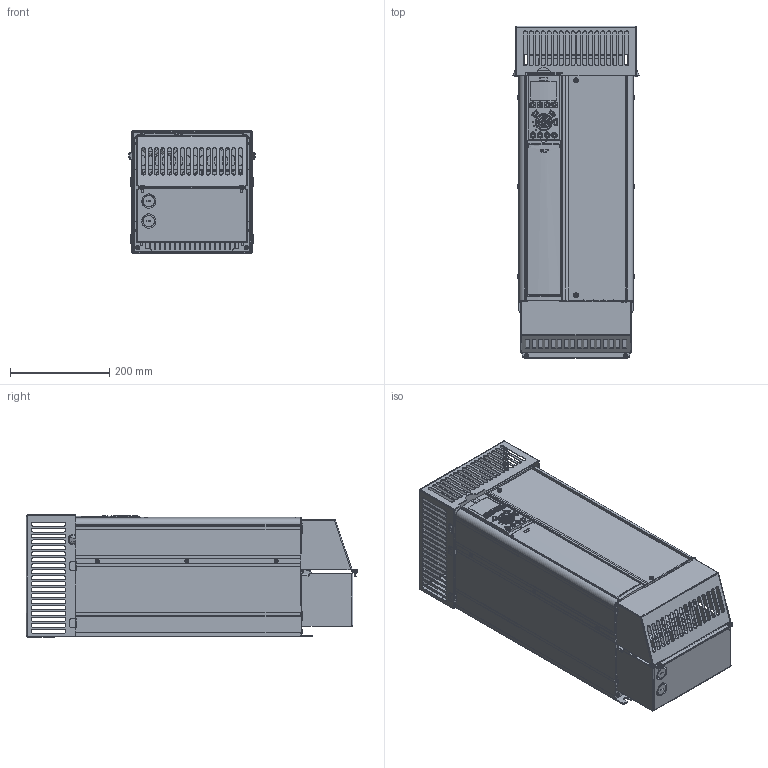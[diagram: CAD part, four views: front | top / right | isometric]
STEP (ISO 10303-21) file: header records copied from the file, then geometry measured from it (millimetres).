
FILE_DESCRIPTION((''),'2;1');
FILE_NAME('DANFOSS-FC100-B4-NEMA1-KIT-188','2019-09-16T',('U322080'),(''),'CREO PARAMETRIC BY PTC INC, 2018070','CREO PARAMETRIC BY PTC INC, 2018070','');
FILE_SCHEMA(('CONFIG_CONTROL_DESIGN'));
Products named in the file (1): DANFOSS-FC100-B4-NEMA1-KIT-188
Bounding box: 254.72 x 668 x 246 mm (x, y, z)
Volume: 22252863.6 mm3; surface area: 1824555.4 mm2
Topology: 30 solids, 32 shells, 4959 faces, 13669 edges, 8678 vertices
Faces by surface type: plane 2429, cylinder 1593, bspline 573, torus 174, sphere 88, cone 78, extrusion 24
Entity records: 212978 total; most frequent: CARTESIAN_POINT 69182, ORIENTED_EDGE 27082, DIRECTION 21423, EDGE_CURVE 13541, VERTEX_POINT 8670, VECTOR 7295, LINE 7271, AXIS2_PLACEMENT_3D 7064
